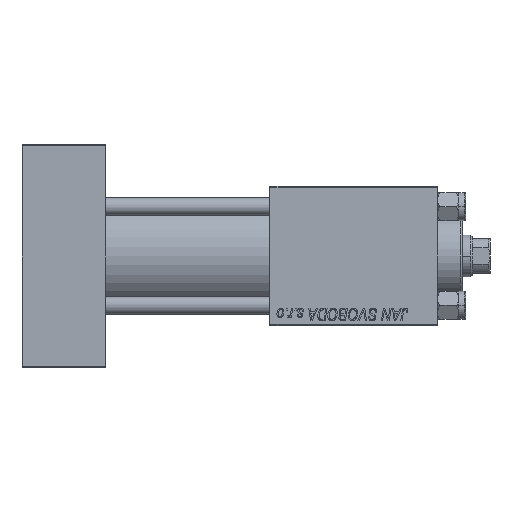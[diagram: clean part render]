
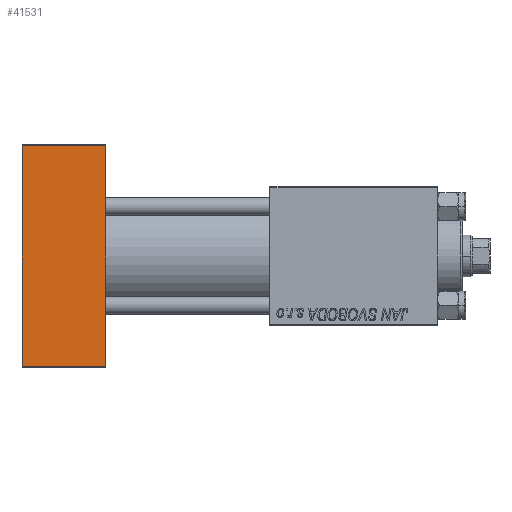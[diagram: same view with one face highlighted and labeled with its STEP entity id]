
A CAD part, front view. The second image highlights one B-rep face of the part: STEP entity #41531.
In plain terms, the highlighted planar face has unit normal (0, -1, 0).
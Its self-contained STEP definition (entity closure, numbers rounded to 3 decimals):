
#360 = CARTESIAN_POINT ( 'NONE',  ( 24., -20., -31.5 ) ) ;
#580 = LINE ( 'NONE', #4620, #48395 ) ;
#4168 = VERTEX_POINT ( 'NONE', #46466 ) ;
#4620 = CARTESIAN_POINT ( 'NONE',  ( 24., -20., 31.5 ) ) ;
#5146 = ORIENTED_EDGE ( 'NONE', *, *, #15138, .F. ) ;
#11251 = EDGE_LOOP ( 'NONE', ( #46741, #11315, #5146, #47256 ) ) ;
#11315 = ORIENTED_EDGE ( 'NONE', *, *, #47474, .T. ) ;
#11570 = EDGE_CURVE ( 'NONE', #4168, #26686, #580, .T. ) ;
#13251 = LINE ( 'NONE', #42884, #14543 ) ;
#13737 = DIRECTION ( 'NONE',  ( 1., 0., 0. ) ) ;
#13991 = CARTESIAN_POINT ( 'NONE',  ( 24., -20., 32. ) ) ;
#14543 = VECTOR ( 'NONE', #46911, 1000. ) ;
#15138 = EDGE_CURVE ( 'NONE', #4168, #49739, #13251, .T. ) ;
#15190 = VECTOR ( 'NONE', #13737, 1000. ) ;
#16368 = CARTESIAN_POINT ( 'NONE',  ( 0., -20., 31.5 ) ) ;
#17523 = LINE ( 'NONE', #24854, #15190 ) ;
#18946 = CARTESIAN_POINT ( 'NONE',  ( 0., -20., -31.5 ) ) ;
#24535 = LINE ( 'NONE', #32854, #38427 ) ;
#24854 = CARTESIAN_POINT ( 'NONE',  ( 24., -20., -31.5 ) ) ;
#25353 = DIRECTION ( 'NONE',  ( 0., 1., 0. ) ) ;
#26686 = VERTEX_POINT ( 'NONE', #16368 ) ;
#28097 = DIRECTION ( 'NONE',  ( -1., 0., 0. ) ) ;
#31874 = AXIS2_PLACEMENT_3D ( 'NONE', #13991, #25353, #44806 ) ;
#32854 = CARTESIAN_POINT ( 'NONE',  ( 0., -20., 32. ) ) ;
#35739 = EDGE_CURVE ( 'NONE', #26686, #37571, #24535, .T. ) ;
#37571 = VERTEX_POINT ( 'NONE', #18946 ) ;
#38427 = VECTOR ( 'NONE', #40683, 1000. ) ;
#40683 = DIRECTION ( 'NONE',  ( 0., 0., -1. ) ) ;
#41502 = FACE_OUTER_BOUND ( 'NONE', #11251, .T. ) ;
#41531 = ADVANCED_FACE ( 'NONE', ( #41502 ), #48576, .F. ) ;
#42884 = CARTESIAN_POINT ( 'NONE',  ( 24., -20., 32. ) ) ;
#44806 = DIRECTION ( 'NONE',  ( 0., 0., 1. ) ) ;
#46466 = CARTESIAN_POINT ( 'NONE',  ( 24., -20., 31.5 ) ) ;
#46741 = ORIENTED_EDGE ( 'NONE', *, *, #35739, .T. ) ;
#46911 = DIRECTION ( 'NONE',  ( 0., 0., -1. ) ) ;
#47256 = ORIENTED_EDGE ( 'NONE', *, *, #11570, .T. ) ;
#47474 = EDGE_CURVE ( 'NONE', #37571, #49739, #17523, .T. ) ;
#48395 = VECTOR ( 'NONE', #28097, 1000. ) ;
#48576 = PLANE ( 'NONE',  #31874 ) ;
#49739 = VERTEX_POINT ( 'NONE', #360 ) ;
